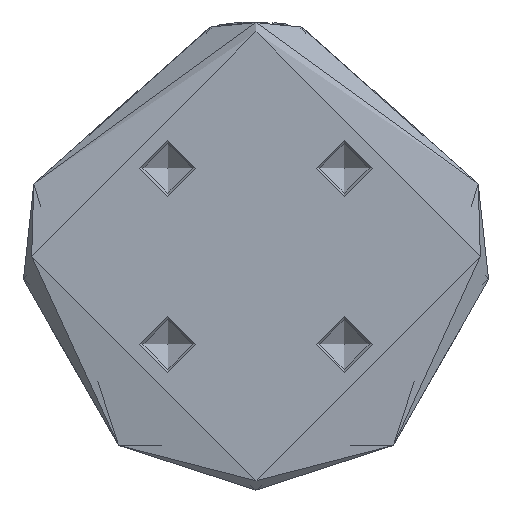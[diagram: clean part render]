
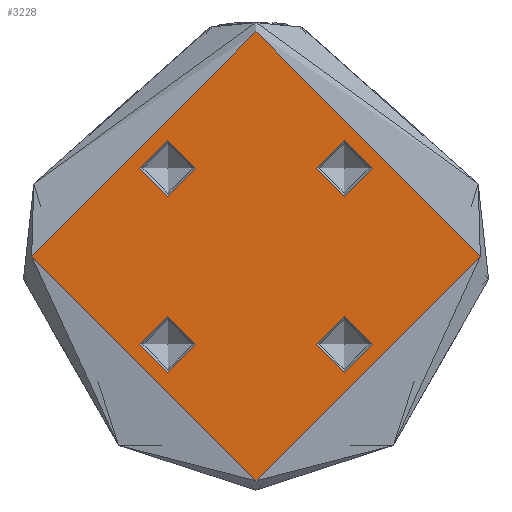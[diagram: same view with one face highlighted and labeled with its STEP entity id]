
A CAD part, front view. The second image highlights one B-rep face of the part: STEP entity #3228.
In plain terms, the highlighted face is planar.
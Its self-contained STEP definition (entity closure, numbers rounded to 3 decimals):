
#54 = VERTEX_POINT ( 'NONE', #2289 ) ;
#99 = FACE_BOUND ( 'NONE', #4289, .T. ) ;
#147 = DIRECTION ( 'NONE',  ( -1., 0., 0. ) ) ;
#485 = CARTESIAN_POINT ( 'NONE',  ( 18.642, -14.142, 0. ) ) ;
#597 = ORIENTED_EDGE ( 'NONE', *, *, #5065, .F. ) ;
#686 = AXIS2_PLACEMENT_3D ( 'NONE', #4514, #1794, #4964 ) ;
#781 = CIRCLE ( 'NONE', #686, 4.5 ) ;
#983 = EDGE_CURVE ( 'NONE', #5006, #5006, #1813, .T. ) ;
#1056 = EDGE_CURVE ( 'NONE', #3777, #3777, #5622, .T. ) ;
#1128 = FACE_OUTER_BOUND ( 'NONE', #3892, .T. ) ;
#1414 = CARTESIAN_POINT ( 'NONE',  ( 18.642, 14.142, 0. ) ) ;
#1460 = DIRECTION ( 'NONE',  ( 0., 0., 1. ) ) ;
#1529 = DIRECTION ( 'NONE',  ( 0., 0., 1. ) ) ;
#1549 = CARTESIAN_POINT ( 'NONE',  ( -14.142, 14.142, 0. ) ) ;
#1794 = DIRECTION ( 'NONE',  ( 0., 0., 1. ) ) ;
#1810 = ORIENTED_EDGE ( 'NONE', *, *, #983, .T. ) ;
#1813 = CIRCLE ( 'NONE', #4584, 36. ) ;
#1942 = AXIS2_PLACEMENT_3D ( 'NONE', #1549, #4726, #2002 ) ;
#1999 = CARTESIAN_POINT ( 'NONE',  ( 14.142, -14.142, 0. ) ) ;
#2002 = DIRECTION ( 'NONE',  ( -1., 0., 0. ) ) ;
#2140 = EDGE_LOOP ( 'NONE', ( #2165 ) ) ;
#2165 = ORIENTED_EDGE ( 'NONE', *, *, #1056, .T. ) ;
#2289 = CARTESIAN_POINT ( 'NONE',  ( -18.642, -14.142, 0. ) ) ;
#2346 = FACE_BOUND ( 'NONE', #2140, .T. ) ;
#2362 = ORIENTED_EDGE ( 'NONE', *, *, #2387, .F. ) ;
#2387 = EDGE_CURVE ( 'NONE', #54, #54, #781, .T. ) ;
#2456 = DIRECTION ( 'NONE',  ( 1., 0., 0. ) ) ;
#2472 = FACE_BOUND ( 'NONE', #3637, .T. ) ;
#2625 = CIRCLE ( 'NONE', #1942, 4.5 ) ;
#2790 = VERTEX_POINT ( 'NONE', #5499 ) ;
#2843 = DIRECTION ( 'NONE',  ( 0., 0., -1. ) ) ;
#2913 = VERTEX_POINT ( 'NONE', #1414 ) ;
#3091 = AXIS2_PLACEMENT_3D ( 'NONE', #4248, #1529, #4701 ) ;
#3163 = CARTESIAN_POINT ( 'NONE',  ( 36., 0., 0. ) ) ;
#3228 = ADVANCED_FACE ( 'NONE', ( #2472, #99, #2346, #3542, #1128 ), #3735, .F. ) ;
#3542 = FACE_BOUND ( 'NONE', #4905, .T. ) ;
#3637 = EDGE_LOOP ( 'NONE', ( #2362 ) ) ;
#3735 = PLANE ( 'NONE',  #3791 ) ;
#3777 = VERTEX_POINT ( 'NONE', #485 ) ;
#3791 = AXIS2_PLACEMENT_3D ( 'NONE', #5565, #2843, #147 ) ;
#3892 = EDGE_LOOP ( 'NONE', ( #1810 ) ) ;
#3979 = CIRCLE ( 'NONE', #3091, 4.5 ) ;
#4179 = CARTESIAN_POINT ( 'NONE',  ( 0., 0., 0. ) ) ;
#4248 = CARTESIAN_POINT ( 'NONE',  ( 14.142, 14.142, 0. ) ) ;
#4289 = EDGE_LOOP ( 'NONE', ( #5138 ) ) ;
#4514 = CARTESIAN_POINT ( 'NONE',  ( -14.142, -14.142, 0. ) ) ;
#4584 = AXIS2_PLACEMENT_3D ( 'NONE', #4179, #1460, #4622 ) ;
#4622 = DIRECTION ( 'NONE',  ( 1., 0., 0. ) ) ;
#4701 = DIRECTION ( 'NONE',  ( 1., 0., 0. ) ) ;
#4726 = DIRECTION ( 'NONE',  ( 0., 0., -1. ) ) ;
#4905 = EDGE_LOOP ( 'NONE', ( #597 ) ) ;
#4964 = DIRECTION ( 'NONE',  ( -1., 0., 0. ) ) ;
#5006 = VERTEX_POINT ( 'NONE', #3163 ) ;
#5065 = EDGE_CURVE ( 'NONE', #2913, #2913, #3979, .T. ) ;
#5138 = ORIENTED_EDGE ( 'NONE', *, *, #5597, .T. ) ;
#5171 = DIRECTION ( 'NONE',  ( 0., 0., -1. ) ) ;
#5499 = CARTESIAN_POINT ( 'NONE',  ( -18.642, 14.142, 0. ) ) ;
#5565 = CARTESIAN_POINT ( 'NONE',  ( 0., 0., 0. ) ) ;
#5597 = EDGE_CURVE ( 'NONE', #2790, #2790, #2625, .T. ) ;
#5622 = CIRCLE ( 'NONE', #5791, 4.5 ) ;
#5791 = AXIS2_PLACEMENT_3D ( 'NONE', #1999, #5171, #2456 ) ;
